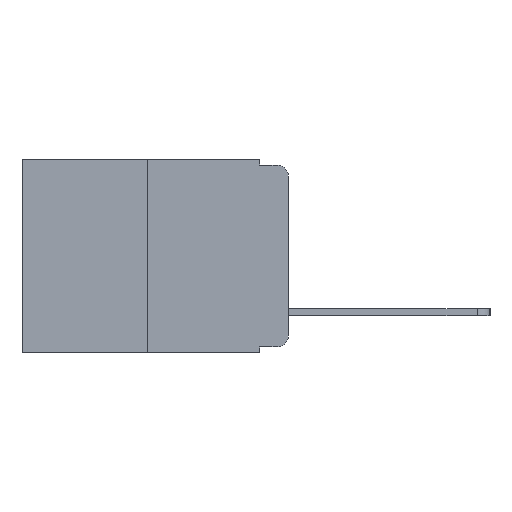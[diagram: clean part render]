
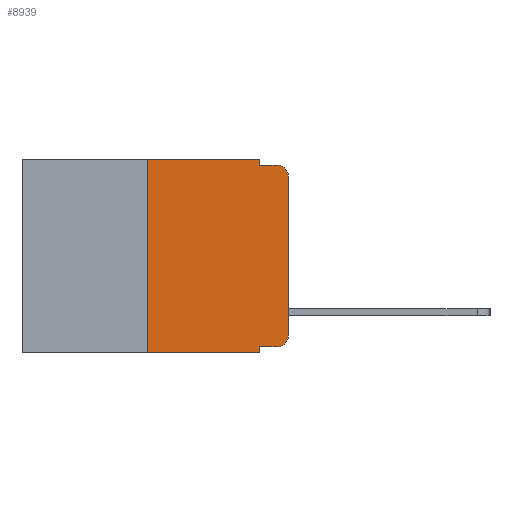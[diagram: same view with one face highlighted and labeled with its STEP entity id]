
A CAD part, left-side view. The second image highlights one B-rep face of the part: STEP entity #8939.
In plain terms, the highlighted planar face has unit normal (-1, 0, 0).
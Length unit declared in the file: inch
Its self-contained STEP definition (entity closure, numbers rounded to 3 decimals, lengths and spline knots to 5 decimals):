
#88 = EDGE_CURVE ( 'NONE', #2875, #3535, #10618, .T. ) ;
#113 = EDGE_CURVE ( 'NONE', #4566, #2875, #10039, .T. ) ;
#272 = LINE ( 'NONE', #8404, #5640 ) ;
#440 = VERTEX_POINT ( 'NONE', #3518 ) ;
#575 = VERTEX_POINT ( 'NONE', #3199 ) ;
#830 = VECTOR ( 'NONE', #4697, 39.37008 ) ;
#917 = EDGE_CURVE ( 'NONE', #3535, #6383, #2446, .T. ) ;
#1217 = DIRECTION ( 'NONE',  ( 0., -1., 0. ) ) ;
#1456 = DIRECTION ( 'NONE',  ( 0., 0., -1. ) ) ;
#1468 = CARTESIAN_POINT ( 'NONE',  ( 0., 0.02, -0.03 ) ) ;
#1514 = VERTEX_POINT ( 'NONE', #11388 ) ;
#1681 = EDGE_CURVE ( 'NONE', #6383, #440, #12151, .T. ) ;
#1731 = CARTESIAN_POINT ( 'NONE',  ( 0., 0.473, 0. ) ) ;
#1918 = ORIENTED_EDGE ( 'NONE', *, *, #6498, .T. ) ;
#1922 = AXIS2_PLACEMENT_3D ( 'NONE', #1468, #10748, #1456 ) ;
#1978 = EDGE_CURVE ( 'NONE', #12498, #440, #9135, .T. ) ;
#2086 = CARTESIAN_POINT ( 'NONE',  ( 0., 0.051, -0.01 ) ) ;
#2163 = DIRECTION ( 'NONE',  ( 0., -1., 0. ) ) ;
#2408 = ORIENTED_EDGE ( 'NONE', *, *, #1681, .T. ) ;
#2446 = LINE ( 'NONE', #7002, #10188 ) ;
#2482 = LINE ( 'NONE', #5303, #9939 ) ;
#2670 = AXIS2_PLACEMENT_3D ( 'NONE', #1731, #10784, #4832 ) ;
#2861 = ORIENTED_EDGE ( 'NONE', *, *, #1978, .F. ) ;
#2875 = VERTEX_POINT ( 'NONE', #11218 ) ;
#3199 = CARTESIAN_POINT ( 'NONE',  ( 0., 0.051, 0. ) ) ;
#3276 = CARTESIAN_POINT ( 'NONE',  ( 0., 0.473, 0. ) ) ;
#3518 = CARTESIAN_POINT ( 'NONE',  ( 0., 0.02, -0.01 ) ) ;
#3535 = VERTEX_POINT ( 'NONE', #3563 ) ;
#3563 = CARTESIAN_POINT ( 'NONE',  ( 0., 0., -0.313 ) ) ;
#3632 = DIRECTION ( 'NONE',  ( 0., -1., 0. ) ) ;
#4033 = EDGE_CURVE ( 'NONE', #575, #12498, #4744, .T. ) ;
#4244 = VERTEX_POINT ( 'NONE', #5686 ) ;
#4566 = VERTEX_POINT ( 'NONE', #9348 ) ;
#4697 = DIRECTION ( 'NONE',  ( 0., -1., 0. ) ) ;
#4744 = LINE ( 'NONE', #7552, #12253 ) ;
#4801 = ORIENTED_EDGE ( 'NONE', *, *, #88, .T. ) ;
#4832 = DIRECTION ( 'NONE',  ( 0., 0., -1. ) ) ;
#4898 = DIRECTION ( 'NONE',  ( -1., 0., 0. ) ) ;
#5303 = CARTESIAN_POINT ( 'NONE',  ( 0., 0.25, 0. ) ) ;
#5640 = VECTOR ( 'NONE', #3632, 39.37008 ) ;
#5686 = CARTESIAN_POINT ( 'NONE',  ( 0., 0.25, 0. ) ) ;
#5773 = ORIENTED_EDGE ( 'NONE', *, *, #4033, .F. ) ;
#5882 = AXIS2_PLACEMENT_3D ( 'NONE', #10832, #4898, #7694 ) ;
#5944 = CARTESIAN_POINT ( 'NONE',  ( 0., 0.25, -0.343 ) ) ;
#6383 = VERTEX_POINT ( 'NONE', #11465 ) ;
#6498 = EDGE_CURVE ( 'NONE', #11877, #1514, #272, .T. ) ;
#6509 = LINE ( 'NONE', #3276, #11035 ) ;
#7002 = CARTESIAN_POINT ( 'NONE',  ( 0., 0., 0. ) ) ;
#7204 = CARTESIAN_POINT ( 'NONE',  ( 0., 0.051, -0.333 ) ) ;
#7528 = DIRECTION ( 'NONE',  ( 0., 0., -1. ) ) ;
#7552 = CARTESIAN_POINT ( 'NONE',  ( 0., 0.051, 0. ) ) ;
#7554 = ORIENTED_EDGE ( 'NONE', *, *, #917, .T. ) ;
#7614 = EDGE_LOOP ( 'NONE', ( #7554, #2408, #2861, #5773, #9076, #12430, #1918, #7717, #9302, #4801 ) ) ;
#7694 = DIRECTION ( 'NONE',  ( 0., 0., -1. ) ) ;
#7717 = ORIENTED_EDGE ( 'NONE', *, *, #8427, .F. ) ;
#7787 = DIRECTION ( 'NONE',  ( 0., 0., 1. ) ) ;
#8142 = VECTOR ( 'NONE', #8328, 39.37008 ) ;
#8192 = CARTESIAN_POINT ( 'NONE',  ( 0., 0.051, -0.01 ) ) ;
#8328 = DIRECTION ( 'NONE',  ( 0., 0., -1. ) ) ;
#8404 = CARTESIAN_POINT ( 'NONE',  ( 0., 0.473, -0.343 ) ) ;
#8427 = EDGE_CURVE ( 'NONE', #4566, #1514, #10950, .T. ) ;
#8939 = ADVANCED_FACE ( 'NONE', ( #12760 ), #9884, .F. ) ;
#9076 = ORIENTED_EDGE ( 'NONE', *, *, #9728, .F. ) ;
#9114 = EDGE_CURVE ( 'NONE', #11877, #4244, #2482, .T. ) ;
#9135 = LINE ( 'NONE', #8192, #830 ) ;
#9302 = ORIENTED_EDGE ( 'NONE', *, *, #113, .T. ) ;
#9348 = CARTESIAN_POINT ( 'NONE',  ( 0., 0.051, -0.333 ) ) ;
#9728 = EDGE_CURVE ( 'NONE', #4244, #575, #6509, .T. ) ;
#9884 = PLANE ( 'NONE',  #2670 ) ;
#9939 = VECTOR ( 'NONE', #12092, 39.37008 ) ;
#10039 = LINE ( 'NONE', #7204, #12183 ) ;
#10188 = VECTOR ( 'NONE', #7787, 39.37008 ) ;
#10261 = CARTESIAN_POINT ( 'NONE',  ( 0., 0.051, 0. ) ) ;
#10618 = CIRCLE ( 'NONE', #5882, 0.02 ) ;
#10748 = DIRECTION ( 'NONE',  ( -1., 0., 0. ) ) ;
#10784 = DIRECTION ( 'NONE',  ( 1., 0., 0. ) ) ;
#10832 = CARTESIAN_POINT ( 'NONE',  ( 0., 0.02, -0.313 ) ) ;
#10950 = LINE ( 'NONE', #10261, #8142 ) ;
#11035 = VECTOR ( 'NONE', #1217, 39.37008 ) ;
#11218 = CARTESIAN_POINT ( 'NONE',  ( 0., 0.02, -0.333 ) ) ;
#11388 = CARTESIAN_POINT ( 'NONE',  ( 0., 0.051, -0.343 ) ) ;
#11465 = CARTESIAN_POINT ( 'NONE',  ( 0., 0., -0.03 ) ) ;
#11877 = VERTEX_POINT ( 'NONE', #5944 ) ;
#12092 = DIRECTION ( 'NONE',  ( 0., 0., 1. ) ) ;
#12151 = CIRCLE ( 'NONE', #1922, 0.02 ) ;
#12183 = VECTOR ( 'NONE', #2163, 39.37008 ) ;
#12253 = VECTOR ( 'NONE', #7528, 39.37008 ) ;
#12430 = ORIENTED_EDGE ( 'NONE', *, *, #9114, .F. ) ;
#12498 = VERTEX_POINT ( 'NONE', #2086 ) ;
#12760 = FACE_OUTER_BOUND ( 'NONE', #7614, .T. ) ;
